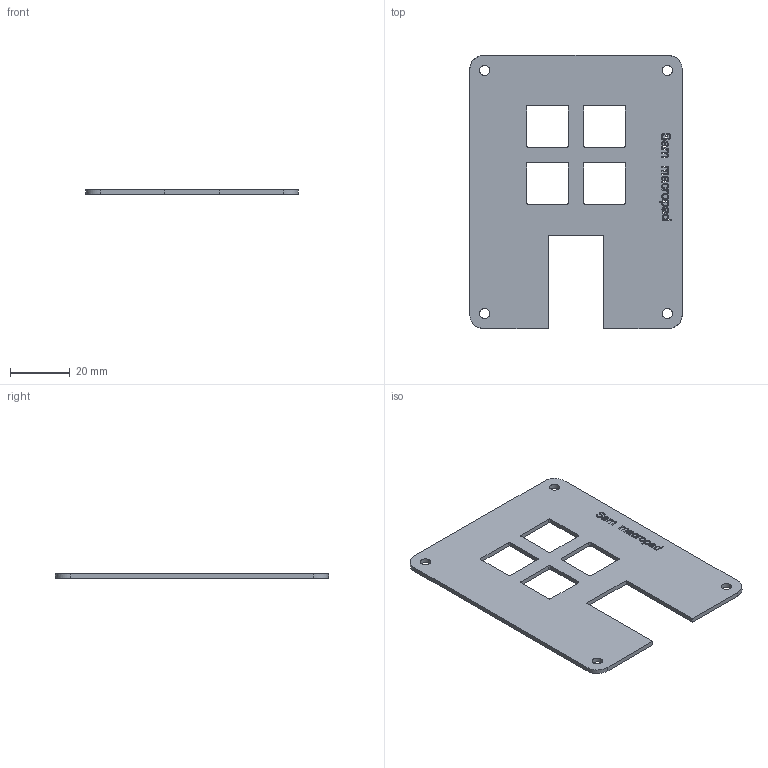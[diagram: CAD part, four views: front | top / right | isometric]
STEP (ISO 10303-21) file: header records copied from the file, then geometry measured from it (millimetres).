
FILE_DESCRIPTION(/* description */ (''),/* implementation_level */ '2;1');
FILE_NAME(/* name */ 'macropad.step',/* time_stamp */ '2026-01-21T15:40:54+05:30',/* author */ (''),/* organization */ (''),/* preprocessor_version */ 'ST-DEVELOPER v20.1',/* originating_system */ 'Autodesk Translation Framework v14.21.0.0',/* authorisation */ '');
FILE_SCHEMA (('AUTOMOTIVE_DESIGN { 1 0 10303 214 3 1 1 }'));
Length unit declared in the file: millimetre
Products named in the file (1): 2026-01-20-23-16-05-865
Bounding box: 71.03 x 91.26 x 1.5 mm (x, y, z)
Volume: 7561.5 mm3; surface area: 11272.3 mm2
Topology: 7 solids, 7 shells, 358 faces, 1032 edges, 688 vertices
Faces by surface type: bspline 246, plane 92, cylinder 20
Full cylindrical faces by diameter (mm): 3.4 x4
Entity records: 14203 total; most frequent: CARTESIAN_POINT 6381, ORIENTED_EDGE 2064, EDGE_CURVE 1032, DIRECTION 798, VERTEX_POINT 688, B_SPLINE_CURVE_WITH_KNOTS 500, LINE 492, VECTOR 492
